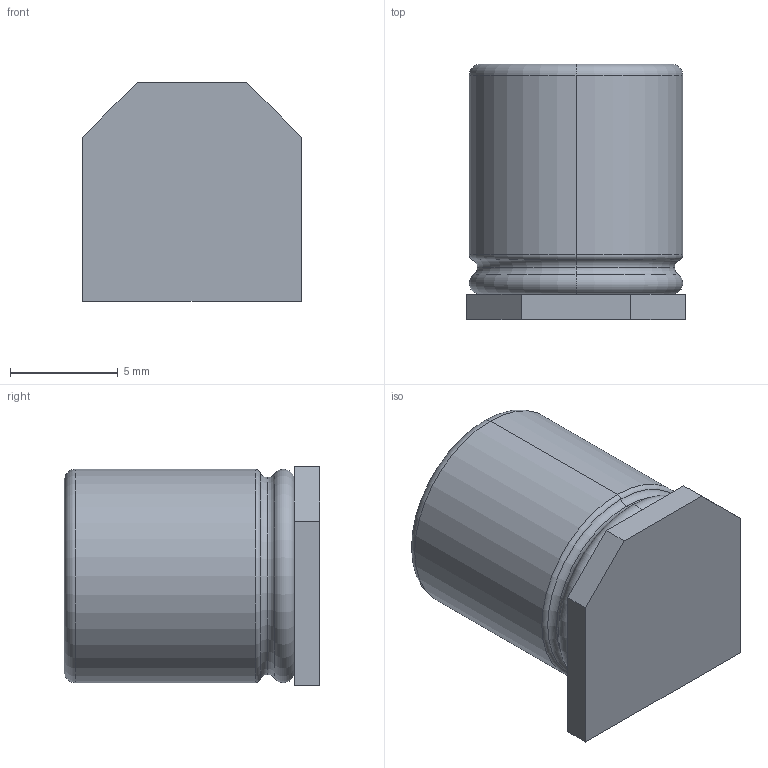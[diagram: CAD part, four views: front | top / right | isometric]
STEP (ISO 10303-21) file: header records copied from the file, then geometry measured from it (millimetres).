
FILE_DESCRIPTION (( 'STEP AP214' ), '1' );
FILE_NAME ('8272E8DF-2E88-4C03-B114-FFC96EC11ABA.STEP', '2008-02-20T09:40:28', ( 'sysAdmin' ), ( 'SolidWorks' ), 'SwSTEP 2.0', 'SolidWorks 2008', '' );
FILE_SCHEMA (( 'AUTOMOTIVE_DESIGN' ));
Length unit declared in the file: inch
Products named in the file (1): 8272E8DF-2E88-4C03-B114-FFC96EC11ABA
Bounding box: 10.16 x 11.85 x 10.16 mm (x, y, z)
Volume: 925.5 mm3; surface area: 593 mm2
Topology: 1 solids, 1 shells, 21 faces, 44 edges, 26 vertices
Faces by surface type: torus 10, plane 9, cylinder 2
Entity records: 862 total; most frequent: DIRECTION 112, CARTESIAN_POINT 92, ORIENTED_EDGE 88, AXIS2_PLACEMENT_3D 46, EDGE_CURVE 44, VERTEX_POINT 26, CIRCLE 24, LENGTH_MEASURE_WITH_UNIT 23
